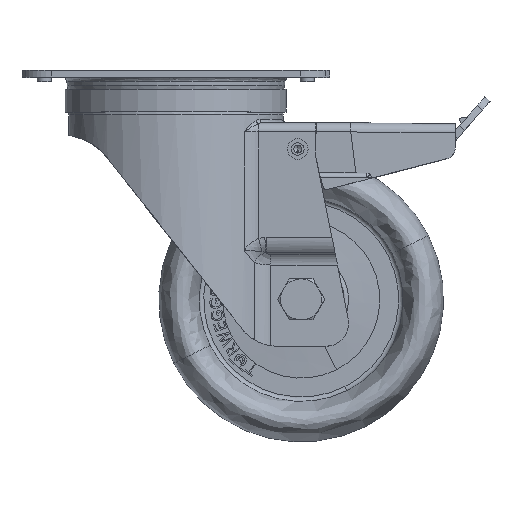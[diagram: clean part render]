
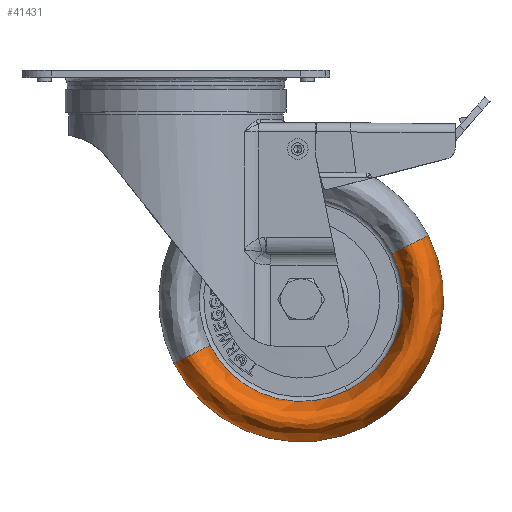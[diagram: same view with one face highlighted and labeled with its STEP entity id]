
A CAD part, top view. The second image highlights one B-rep face of the part: STEP entity #41431.
In plain terms, the highlighted free-form (B-spline) face has degree [3, 3] with [4, 4] control points.
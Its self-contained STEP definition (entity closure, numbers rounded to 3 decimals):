
#2702 = CARTESIAN_POINT ( 'NONE',  ( 15.024, -120.615, 4.26 ) ) ;
#2738 = CIRCLE ( 'NONE', #27397, 44.751 ) ;
#2897 = CARTESIAN_POINT ( 'NONE',  ( 55.274, -208.154, 32.352 ) ) ;
#3493 = DIRECTION ( 'NONE',  ( -0.449, 0.893, 0. ) ) ;
#4273 = ORIENTED_EDGE ( 'NONE', *, *, #60253, .F. ) ;
#4456 = CARTESIAN_POINT ( 'NONE',  ( 15.024, -120.615, 4.26 ) ) ;
#5806 = CARTESIAN_POINT ( 'NONE',  ( 110.83, -72.407, -0.036 ) ) ;
#6381 = ORIENTED_EDGE ( 'NONE', *, *, #45367, .T. ) ;
#6386 = CIRCLE ( 'NONE', #17585, 62.5 ) ;
#6815 = CARTESIAN_POINT ( 'NONE',  ( 55.255, -200.567, 4.26 ) ) ;
#7027 = CARTESIAN_POINT ( 'NONE',  ( 167.017, -184.068, 28.877 ) ) ;
#7242 = CARTESIAN_POINT ( 'NONE',  ( 110.83, -72.407, -0.036 ) ) ;
#8465 = AXIS2_PLACEMENT_3D ( 'NONE', #50394, #59934, #3493 ) ;
#9318 = CARTESIAN_POINT ( 'NONE',  ( -0.83, -128.593, 28.877 ) ) ;
#11900 = CARTESIAN_POINT ( 'NONE',  ( -0.83, -128.593, 28.877 ) ) ;
#12296 = CARTESIAN_POINT ( 'NONE',  ( 55.356, -240.254, -0.036 ) ) ;
#12413 =( BOUNDED_SURFACE ( )  B_SPLINE_SURFACE ( 3, 3, ( 
 ( #44496, #39830, #12296, #34775 ),
 ( #53448, #7027, #44298, #11900 ),
 ( #58532, #30703, #2897, #25583 ),
 ( #16570, #48790, #6815, #2702 ) ),
 .UNSPECIFIED., .F., .F., .F. ) 
 B_SPLINE_SURFACE_WITH_KNOTS ( ( 4, 4 ),
 ( 4, 4 ),
 ( 0., 1. ),
 ( 0., 1. ),
 .UNSPECIFIED. ) 
 GEOMETRIC_REPRESENTATION_ITEM ( )  RATIONAL_B_SPLINE_SURFACE ( (
 ( 1., 0.333, 0.333, 1.),
 ( 0.412, 0.137, 0.137, 0.412),
 ( 0.412, 0.137, 0.137, 0.412),
 ( 1., 0.333, 0.333, 1.) ) ) 
 REPRESENTATION_ITEM ( '' )  SURFACE ( )  );
#14797 = CARTESIAN_POINT ( 'NONE',  ( 75.115, -140.476, 4.26 ) ) ;
#15747 = VERTEX_POINT ( 'NONE', #47824 ) ;
#16570 = CARTESIAN_POINT ( 'NONE',  ( 94.976, -80.385, 4.26 ) ) ;
#16774 = EDGE_CURVE ( 'NONE', #21390, #26592, #44450, .T. ) ;
#17213 = VERTEX_POINT ( 'NONE', #50434 ) ;
#17585 = AXIS2_PLACEMENT_3D ( 'NONE', #36523, #45841, #17913 ) ;
#17791 = CIRCLE ( 'NONE', #8465, 44.751 ) ;
#17913 = DIRECTION ( 'NONE',  ( 0.449, -0.893, 0. ) ) ;
#20293 = CARTESIAN_POINT ( 'NONE',  ( 94.976, -80.385, 4.26 ) ) ;
#21390 = VERTEX_POINT ( 'NONE', #5806 ) ;
#22130 = CARTESIAN_POINT ( 'NONE',  ( 94.976, -80.385, 4.26 ) ) ;
#23736 = DIRECTION ( 'NONE',  ( 0., 0., -1. ) ) ;
#24877 = VERTEX_POINT ( 'NONE', #14797 ) ;
#25223 =( BOUNDED_CURVE ( )  B_SPLINE_CURVE ( 3, ( #32816, #9318, #37702, #4456 ),
 .UNSPECIFIED., .F., .F. ) 
 B_SPLINE_CURVE_WITH_KNOTS ( ( 4, 4 ),
 ( 1.568, 4.473 ),
 .UNSPECIFIED. ) 
 CURVE ( )  GEOMETRIC_REPRESENTATION_ITEM ( )  RATIONAL_B_SPLINE_CURVE ( ( 1., 0.412, 0.412, 1. ) ) 
 REPRESENTATION_ITEM ( '' )  );
#25583 = CARTESIAN_POINT ( 'NONE',  ( 11.993, -122.141, 32.352 ) ) ;
#25686 = CARTESIAN_POINT ( 'NONE',  ( 55., -100.5, 4.26 ) ) ;
#26592 = VERTEX_POINT ( 'NONE', #20293 ) ;
#27397 = AXIS2_PLACEMENT_3D ( 'NONE', #25686, #23736, #43261 ) ;
#30703 = CARTESIAN_POINT ( 'NONE',  ( 141.288, -164.873, 32.352 ) ) ;
#32816 = CARTESIAN_POINT ( 'NONE',  ( -0.83, -128.593, -0.036 ) ) ;
#34775 = CARTESIAN_POINT ( 'NONE',  ( -0.83, -128.593, -0.036 ) ) ;
#35412 = CARTESIAN_POINT ( 'NONE',  ( 98.007, -78.859, 32.352 ) ) ;
#36523 = CARTESIAN_POINT ( 'NONE',  ( 55., -100.5, -0.036 ) ) ;
#37702 = CARTESIAN_POINT ( 'NONE',  ( 11.993, -122.141, 32.352 ) ) ;
#39830 = CARTESIAN_POINT ( 'NONE',  ( 167.017, -184.068, -0.036 ) ) ;
#41431 = ADVANCED_FACE ( 'NONE', ( #56390 ), #12413, .T. ) ;
#43261 = DIRECTION ( 'NONE',  ( -0.449, 0.893, 0. ) ) ;
#44104 = ORIENTED_EDGE ( 'NONE', *, *, #16774, .T. ) ;
#44298 = CARTESIAN_POINT ( 'NONE',  ( 55.356, -240.254, 28.877 ) ) ;
#44450 =( BOUNDED_CURVE ( )  B_SPLINE_CURVE ( 3, ( #7242, #53882, #35412, #22130 ),
 .UNSPECIFIED., .F., .F. ) 
 B_SPLINE_CURVE_WITH_KNOTS ( ( 4, 4 ),
 ( 1.568, 4.473 ),
 .UNSPECIFIED. ) 
 CURVE ( )  GEOMETRIC_REPRESENTATION_ITEM ( )  RATIONAL_B_SPLINE_CURVE ( ( 1., 0.412, 0.412, 1. ) ) 
 REPRESENTATION_ITEM ( '' )  );
#44496 = CARTESIAN_POINT ( 'NONE',  ( 110.83, -72.407, -0.036 ) ) ;
#44972 = ORIENTED_EDGE ( 'NONE', *, *, #45180, .T. ) ;
#45180 = EDGE_CURVE ( 'NONE', #24877, #17213, #2738, .T. ) ;
#45367 = EDGE_CURVE ( 'NONE', #15747, #21390, #6386, .T. ) ;
#45841 = DIRECTION ( 'NONE',  ( 0., 0., 1. ) ) ;
#46770 = ORIENTED_EDGE ( 'NONE', *, *, #49247, .T. ) ;
#47824 = CARTESIAN_POINT ( 'NONE',  ( -0.83, -128.593, -0.036 ) ) ;
#48790 = CARTESIAN_POINT ( 'NONE',  ( 135.206, -160.336, 4.26 ) ) ;
#49247 = EDGE_CURVE ( 'NONE', #26592, #24877, #17791, .T. ) ;
#50394 = CARTESIAN_POINT ( 'NONE',  ( 55., -100.5, 4.26 ) ) ;
#50434 = CARTESIAN_POINT ( 'NONE',  ( 15.024, -120.615, 4.26 ) ) ;
#50645 = EDGE_LOOP ( 'NONE', ( #4273, #6381, #44104, #46770, #44972 ) ) ;
#53448 = CARTESIAN_POINT ( 'NONE',  ( 110.83, -72.407, 28.877 ) ) ;
#53882 = CARTESIAN_POINT ( 'NONE',  ( 110.83, -72.407, 28.877 ) ) ;
#56390 = FACE_OUTER_BOUND ( 'NONE', #50645, .T. ) ;
#58532 = CARTESIAN_POINT ( 'NONE',  ( 98.007, -78.859, 32.352 ) ) ;
#59934 = DIRECTION ( 'NONE',  ( 0., 0., -1. ) ) ;
#60253 = EDGE_CURVE ( 'NONE', #15747, #17213, #25223, .T. ) ;
